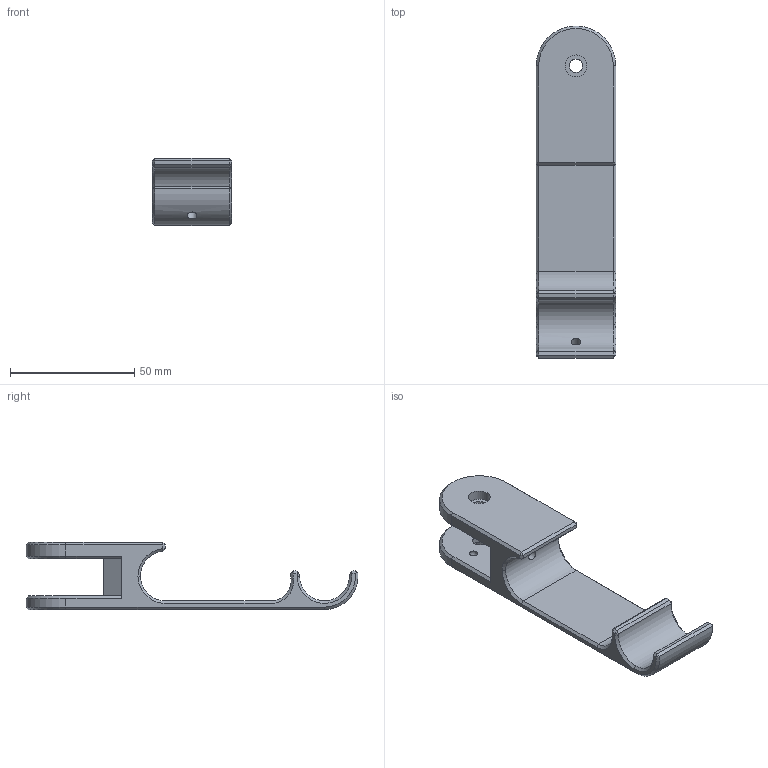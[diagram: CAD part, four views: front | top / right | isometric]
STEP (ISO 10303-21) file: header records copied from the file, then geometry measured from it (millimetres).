
FILE_DESCRIPTION(('FreeCAD Model'),'2;1');
FILE_NAME('Open CASCADE Shape Model','2023-01-18T12:13:47',('Author'),( ''),'Open CASCADE STEP processor 7.5','FreeCAD','Unknown');
FILE_SCHEMA(('AUTOMOTIVE_DESIGN { 1 0 10303 214 1 1 1 1 }'));
Length unit declared in the file: millimetre
Products named in the file (1): arm-holder
Bounding box: 32 x 133.47 x 27 mm (x, y, z)
Volume: 35424 mm3; surface area: 15585.5 mm2
Topology: 1 solids, 1 shells, 97 faces, 222 edges, 131 vertices
Faces by surface type: plane 57, cone 20, cylinder 14, sphere 4, bspline 2
Full cylindrical faces by diameter (mm): 4 x2, 4.4 x1, 5.4 x2, 8.4 x1, 8.8 x1
Entity records: 6046 total; most frequent: CARTESIAN_POINT 1663, DIRECTION 794, ORIENTED_EDGE 436, PCURVE 436, DEFINITIONAL_REPRESENTATION 436, LINE 434, VECTOR 434, EDGE_CURVE 218
